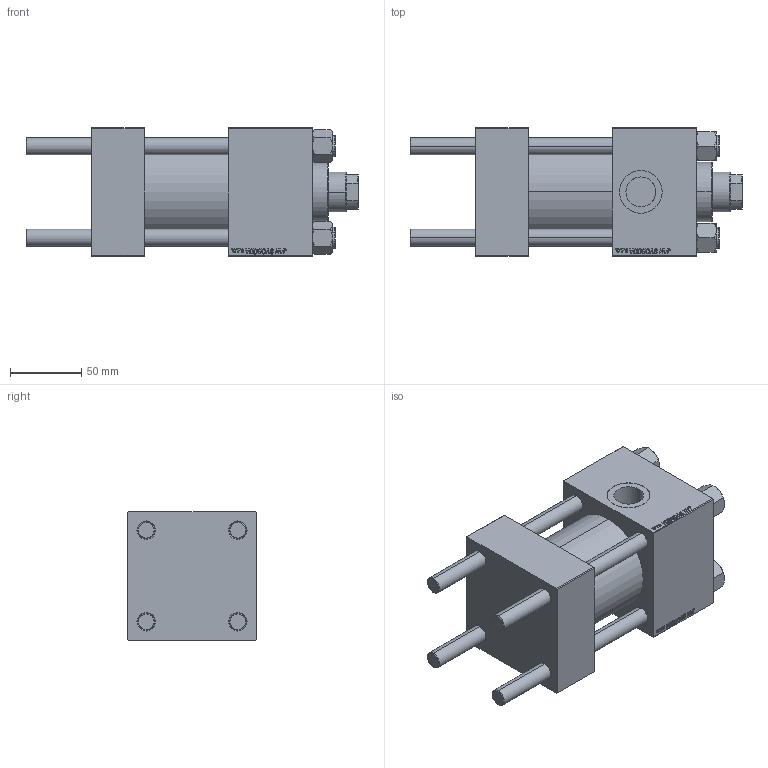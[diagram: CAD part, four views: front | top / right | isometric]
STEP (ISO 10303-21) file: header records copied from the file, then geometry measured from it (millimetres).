
FILE_DESCRIPTION (( 'STEP AP203' ), '1' );
FILE_NAME ('ac36.STEP', '2023-08-23T11:39:04', ( '' ), ( '' ), 'SwSTEP 2.0', 'SolidWorks 2019', '' );
FILE_SCHEMA (( 'CONFIG_CONTROL_DESIGN' ));
Length unit declared in the file: millimetre
Products named in the file (6): V215_VC_A af73a5137fb157630f74811b0dfd33ba; V215CR_BODY_A af73a5137fb157630f74811b0dfd33ba; V215CR_VCP af73a5137fb157630f74811b0dfd33ba; NUT_M5 af73a5137fb157630f74811b0dfd33ba; ac36; CR025_012_A_0_G_A_G_M_020_+#_##_TYCINKA af73a5137fb157630f74811b0dfd33ba
Assembly tree (11 placements, depth 2):
  ac36
    V215CR_BODY_A af73a5137fb157630f74811b0dfd33ba
    CR025_012_A_0_G_A_G_M_020_+#_##_TYCINKA af73a5137fb157630f74811b0dfd33ba  x4
    NUT_M5 af73a5137fb157630f74811b0dfd33ba  x4
    V215CR_VCP af73a5137fb157630f74811b0dfd33ba
    V215_VC_A af73a5137fb157630f74811b0dfd33ba
Bounding box: 233 x 90 x 90 mm (x, y, z)
Volume: 980810.8 mm3; surface area: 195567.4 mm2
Topology: 11 solids, 11 shells, 1133 faces, 2854 edges, 1852 vertices
Faces by surface type: plane 519, bspline 392, cone 136, cylinder 78, torus 8
Entity records: 49824 total; most frequent: CARTESIAN_POINT 26978, ORIENTED_EDGE 5200, DIRECTION 3236, EDGE_CURVE 2600, VERTEX_POINT 1708, LINE 1584, VECTOR 1584, EDGE_LOOP 1142
